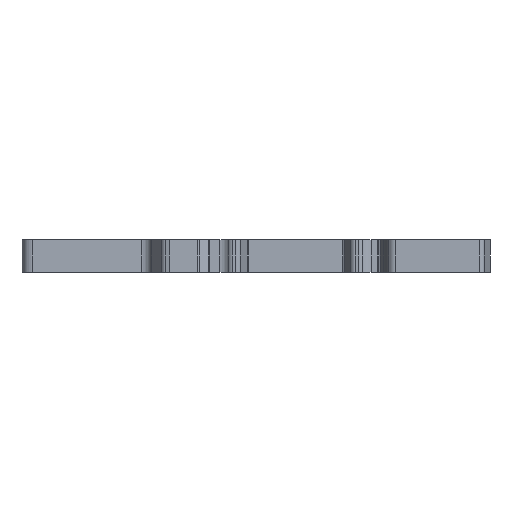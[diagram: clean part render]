
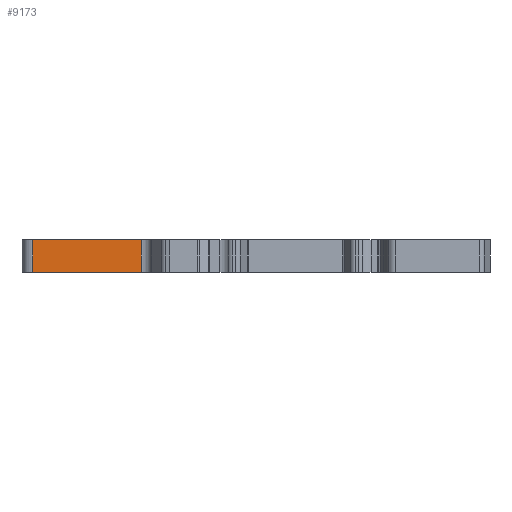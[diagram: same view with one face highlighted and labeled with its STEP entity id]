
A CAD part, front view. The second image highlights one B-rep face of the part: STEP entity #9173.
In plain terms, the highlighted planar face has unit normal (0, -1, 0).
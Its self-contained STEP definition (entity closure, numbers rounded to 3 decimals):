
#618 = VECTOR ( 'NONE', #9186, 1000. ) ;
#1258 = ORIENTED_EDGE ( 'NONE', *, *, #9667, .T. ) ;
#1709 = EDGE_CURVE ( 'NONE', #2930, #7044, #4233, .T. ) ;
#2209 = DIRECTION ( 'NONE',  ( -1., 0., 0. ) ) ;
#2310 = CARTESIAN_POINT ( 'NONE',  ( -48.85, -5.018, 3. ) ) ;
#2353 = EDGE_CURVE ( 'NONE', #7044, #7170, #7135, .T. ) ;
#2930 = VERTEX_POINT ( 'NONE', #2310 ) ;
#3242 = VECTOR ( 'NONE', #6994, 1000. ) ;
#3286 = ORIENTED_EDGE ( 'NONE', *, *, #2353, .F. ) ;
#3309 = VERTEX_POINT ( 'NONE', #3835 ) ;
#3425 = CARTESIAN_POINT ( 'NONE',  ( -48.85, -5.018, 3. ) ) ;
#3469 = LINE ( 'NONE', #6201, #3242 ) ;
#3698 = CARTESIAN_POINT ( 'NONE',  ( -28.667, -5.018, -3. ) ) ;
#3835 = CARTESIAN_POINT ( 'NONE',  ( -48.85, -5.018, -3. ) ) ;
#4059 = DIRECTION ( 'NONE',  ( 1., 0., 0. ) ) ;
#4233 = LINE ( 'NONE', #8663, #4478 ) ;
#4294 = VECTOR ( 'NONE', #8016, 1000. ) ;
#4478 = VECTOR ( 'NONE', #4059, 1000. ) ;
#4520 = CARTESIAN_POINT ( 'NONE',  ( -48.85, -5.018, 3. ) ) ;
#5309 = PLANE ( 'NONE',  #7175 ) ;
#5426 = EDGE_LOOP ( 'NONE', ( #9125, #3286, #7909, #1258 ) ) ;
#6099 = CARTESIAN_POINT ( 'NONE',  ( -28.667, -5.018, 3. ) ) ;
#6201 = CARTESIAN_POINT ( 'NONE',  ( -48.85, -5.018, -3. ) ) ;
#6850 = DIRECTION ( 'NONE',  ( 0., 1., 0. ) ) ;
#6994 = DIRECTION ( 'NONE',  ( 1., 0., 0. ) ) ;
#7044 = VERTEX_POINT ( 'NONE', #7210 ) ;
#7135 = LINE ( 'NONE', #6099, #618 ) ;
#7170 = VERTEX_POINT ( 'NONE', #3698 ) ;
#7175 = AXIS2_PLACEMENT_3D ( 'NONE', #4520, #6850, #2209 ) ;
#7210 = CARTESIAN_POINT ( 'NONE',  ( -28.667, -5.018, 3. ) ) ;
#7356 = FACE_OUTER_BOUND ( 'NONE', #5426, .T. ) ;
#7808 = EDGE_CURVE ( 'NONE', #3309, #7170, #3469, .T. ) ;
#7909 = ORIENTED_EDGE ( 'NONE', *, *, #1709, .F. ) ;
#8016 = DIRECTION ( 'NONE',  ( 0., 0., -1. ) ) ;
#8157 = LINE ( 'NONE', #3425, #4294 ) ;
#8663 = CARTESIAN_POINT ( 'NONE',  ( -48.85, -5.018, 3. ) ) ;
#9125 = ORIENTED_EDGE ( 'NONE', *, *, #7808, .T. ) ;
#9173 = ADVANCED_FACE ( 'NONE', ( #7356 ), #5309, .F. ) ;
#9186 = DIRECTION ( 'NONE',  ( 0., 0., -1. ) ) ;
#9667 = EDGE_CURVE ( 'NONE', #2930, #3309, #8157, .T. ) ;
